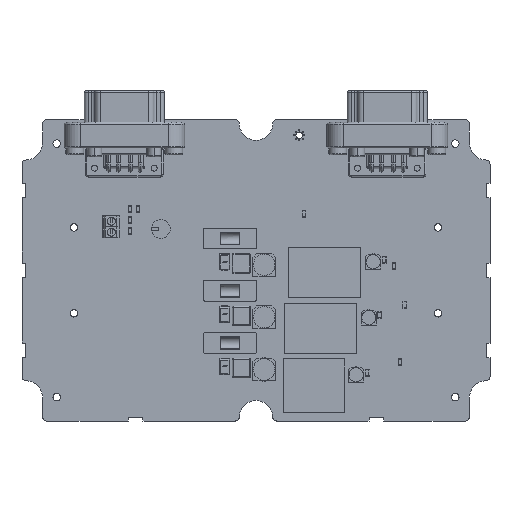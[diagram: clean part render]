
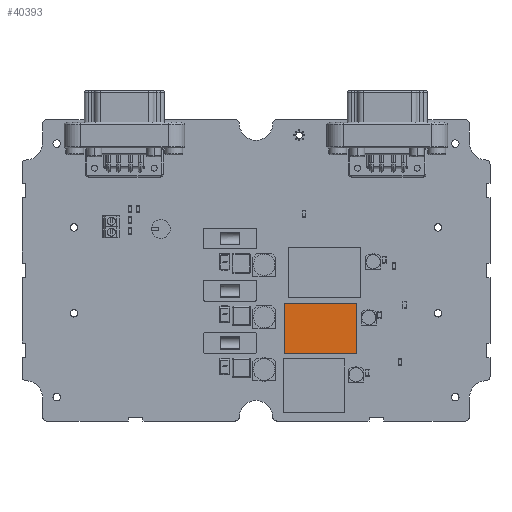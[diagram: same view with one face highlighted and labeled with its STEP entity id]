
A CAD part, top view. The second image highlights one B-rep face of the part: STEP entity #40393.
In plain terms, the highlighted planar face has unit normal (0, 0, 1).
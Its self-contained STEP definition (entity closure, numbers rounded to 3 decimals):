
#40264 = VERTEX_POINT('',#40265);
#40265 = CARTESIAN_POINT('',(-2.53,3.83,9.2));
#40271 = EDGE_CURVE('',#40264,#40272,#40274,.T.);
#40272 = VERTEX_POINT('',#40273);
#40273 = CARTESIAN_POINT('',(30.47,3.83,9.2));
#40274 = LINE('',#40275,#40276);
#40275 = CARTESIAN_POINT('',(-2.53,3.83,9.2));
#40276 = VECTOR('',#40277,1.);
#40277 = DIRECTION('',(1.,0.,0.));
#40302 = EDGE_CURVE('',#40272,#40303,#40305,.T.);
#40303 = VERTEX_POINT('',#40304);
#40304 = CARTESIAN_POINT('',(30.47,-19.07,9.2));
#40305 = LINE('',#40306,#40307);
#40306 = CARTESIAN_POINT('',(30.47,3.83,9.2));
#40307 = VECTOR('',#40308,1.);
#40308 = DIRECTION('',(0.,-1.,0.));
#40333 = EDGE_CURVE('',#40303,#40334,#40336,.T.);
#40334 = VERTEX_POINT('',#40335);
#40335 = CARTESIAN_POINT('',(-2.53,-19.07,9.2));
#40336 = LINE('',#40337,#40338);
#40337 = CARTESIAN_POINT('',(30.47,-19.07,9.2));
#40338 = VECTOR('',#40339,1.);
#40339 = DIRECTION('',(-1.,0.,0.));
#40364 = EDGE_CURVE('',#40334,#40264,#40365,.T.);
#40365 = LINE('',#40366,#40367);
#40366 = CARTESIAN_POINT('',(-2.53,-19.07,9.2));
#40367 = VECTOR('',#40368,1.);
#40368 = DIRECTION('',(0.,1.,0.));
#40393 = ADVANCED_FACE('',(#40394),#40400,.F.);
#40394 = FACE_BOUND('',#40395,.F.);
#40395 = EDGE_LOOP('',(#40396,#40397,#40398,#40399));
#40396 = ORIENTED_EDGE('',*,*,#40271,.T.);
#40397 = ORIENTED_EDGE('',*,*,#40302,.T.);
#40398 = ORIENTED_EDGE('',*,*,#40333,.T.);
#40399 = ORIENTED_EDGE('',*,*,#40364,.T.);
#40400 = PLANE('',#40401);
#40401 = AXIS2_PLACEMENT_3D('',#40402,#40403,#40404);
#40402 = CARTESIAN_POINT('',(13.97,-7.62,9.2));
#40403 = DIRECTION('',(0.,0.,-1.));
#40404 = DIRECTION('',(-1.,0.,0.));
